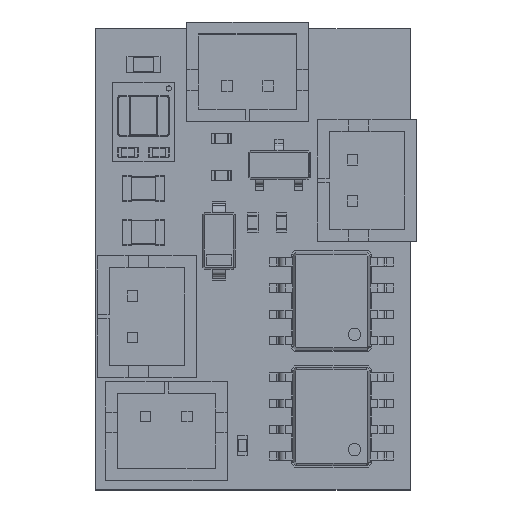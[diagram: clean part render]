
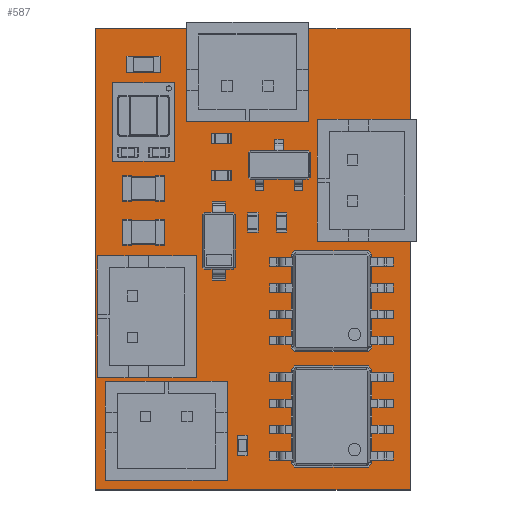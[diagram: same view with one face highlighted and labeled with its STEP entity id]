
A CAD part, top view. The second image highlights one B-rep face of the part: STEP entity #587.
In plain terms, the highlighted planar face has unit normal (0, 0, 1).
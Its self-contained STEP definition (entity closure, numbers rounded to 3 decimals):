
#105 = VERTEX_POINT('',#106);
#106 = CARTESIAN_POINT('',(162.052,-81.788,0.));
#123 = VERTEX_POINT('',#124);
#124 = CARTESIAN_POINT('',(146.812,-81.788,0.));
#130 = EDGE_CURVE('',#105,#123,#131,.T.);
#131 = LINE('',#132,#133);
#132 = CARTESIAN_POINT('',(162.052,-81.788,0.));
#133 = VECTOR('',#134,1.);
#134 = DIRECTION('',(-1.,0.,0.));
#145 = VERTEX_POINT('',#146);
#146 = CARTESIAN_POINT('',(162.052,-104.14,0.));
#161 = EDGE_CURVE('',#145,#105,#162,.T.);
#162 = LINE('',#163,#164);
#163 = CARTESIAN_POINT('',(162.052,-104.14,0.));
#164 = VECTOR('',#165,1.);
#165 = DIRECTION('',(0.,1.,0.));
#185 = VERTEX_POINT('',#186);
#186 = CARTESIAN_POINT('',(146.812,-104.14,0.));
#192 = EDGE_CURVE('',#123,#185,#193,.T.);
#193 = LINE('',#194,#195);
#194 = CARTESIAN_POINT('',(146.812,-81.788,0.));
#195 = VECTOR('',#196,1.);
#196 = DIRECTION('',(0.,-1.,0.));
#214 = EDGE_CURVE('',#185,#145,#215,.T.);
#215 = LINE('',#216,#217);
#216 = CARTESIAN_POINT('',(146.812,-104.14,0.));
#217 = VECTOR('',#218,1.);
#218 = DIRECTION('',(1.,0.,0.));
#229 = VERTEX_POINT('',#230);
#230 = CARTESIAN_POINT('',(151.591,-100.584,0.));
#246 = EDGE_CURVE('',#229,#229,#247,.T.);
#247 = CIRCLE('',#248,0.35);
#248 = AXIS2_PLACEMENT_3D('',#249,#250,#251);
#249 = CARTESIAN_POINT('',(151.241,-100.584,0.));
#250 = DIRECTION('',(0.,0.,1.));
#251 = DIRECTION('',(1.,0.,-0.));
#262 = VERTEX_POINT('',#263);
#263 = CARTESIAN_POINT('',(149.591,-100.584,0.));
#279 = EDGE_CURVE('',#262,#262,#280,.T.);
#280 = CIRCLE('',#281,0.35);
#281 = AXIS2_PLACEMENT_3D('',#282,#283,#284);
#282 = CARTESIAN_POINT('',(149.241,-100.584,0.));
#283 = DIRECTION('',(0.,0.,1.));
#284 = DIRECTION('',(1.,0.,-0.));
#295 = VERTEX_POINT('',#296);
#296 = CARTESIAN_POINT('',(148.94,-94.758,0.));
#312 = EDGE_CURVE('',#295,#295,#313,.T.);
#313 = CIRCLE('',#314,0.35);
#314 = AXIS2_PLACEMENT_3D('',#315,#316,#317);
#315 = CARTESIAN_POINT('',(148.59,-94.758,0.));
#316 = DIRECTION('',(0.,0.,1.));
#317 = DIRECTION('',(1.,0.,-0.));
#328 = VERTEX_POINT('',#329);
#329 = CARTESIAN_POINT('',(148.94,-96.758,0.));
#345 = EDGE_CURVE('',#328,#328,#346,.T.);
#346 = CIRCLE('',#347,0.35);
#347 = AXIS2_PLACEMENT_3D('',#348,#349,#350);
#348 = CARTESIAN_POINT('',(148.59,-96.758,0.));
#349 = DIRECTION('',(0.,0.,1.));
#350 = DIRECTION('',(1.,0.,-0.));
#361 = VERTEX_POINT('',#362);
#362 = CARTESIAN_POINT('',(148.205,-86.321,0.));
#378 = EDGE_CURVE('',#361,#361,#379,.T.);
#379 = CIRCLE('',#380,0.1);
#380 = AXIS2_PLACEMENT_3D('',#381,#382,#383);
#381 = CARTESIAN_POINT('',(148.105,-86.321,0.));
#382 = DIRECTION('',(0.,0.,1.));
#383 = DIRECTION('',(1.,0.,-0.));
#394 = VERTEX_POINT('',#395);
#395 = CARTESIAN_POINT('',(149.235,-86.321,0.));
#411 = EDGE_CURVE('',#394,#394,#412,.T.);
#412 = CIRCLE('',#413,0.1);
#413 = AXIS2_PLACEMENT_3D('',#414,#415,#416);
#414 = CARTESIAN_POINT('',(149.135,-86.321,0.));
#415 = DIRECTION('',(0.,0.,1.));
#416 = DIRECTION('',(1.,0.,-0.));
#427 = VERTEX_POINT('',#428);
#428 = CARTESIAN_POINT('',(150.265,-86.321,0.));
#444 = EDGE_CURVE('',#427,#427,#445,.T.);
#445 = CIRCLE('',#446,0.1);
#446 = AXIS2_PLACEMENT_3D('',#447,#448,#449);
#447 = CARTESIAN_POINT('',(150.165,-86.321,0.));
#448 = DIRECTION('',(0.,0.,1.));
#449 = DIRECTION('',(1.,0.,-0.));
#460 = VERTEX_POINT('',#461);
#461 = CARTESIAN_POINT('',(153.528,-84.582,0.));
#477 = EDGE_CURVE('',#460,#460,#478,.T.);
#478 = CIRCLE('',#479,0.35);
#479 = AXIS2_PLACEMENT_3D('',#480,#481,#482);
#480 = CARTESIAN_POINT('',(153.178,-84.582,0.));
#481 = DIRECTION('',(0.,0.,1.));
#482 = DIRECTION('',(1.,0.,-0.));
#493 = VERTEX_POINT('',#494);
#494 = CARTESIAN_POINT('',(159.608,-90.154,0.));
#510 = EDGE_CURVE('',#493,#493,#511,.T.);
#511 = CIRCLE('',#512,0.35);
#512 = AXIS2_PLACEMENT_3D('',#513,#514,#515);
#513 = CARTESIAN_POINT('',(159.258,-90.154,0.));
#514 = DIRECTION('',(0.,0.,1.));
#515 = DIRECTION('',(1.,0.,-0.));
#526 = VERTEX_POINT('',#527);
#527 = CARTESIAN_POINT('',(159.608,-88.154,0.));
#543 = EDGE_CURVE('',#526,#526,#544,.T.);
#544 = CIRCLE('',#545,0.35);
#545 = AXIS2_PLACEMENT_3D('',#546,#547,#548);
#546 = CARTESIAN_POINT('',(159.258,-88.154,0.));
#547 = DIRECTION('',(0.,0.,1.));
#548 = DIRECTION('',(1.,0.,-0.));
#559 = VERTEX_POINT('',#560);
#560 = CARTESIAN_POINT('',(155.528,-84.582,0.));
#576 = EDGE_CURVE('',#559,#559,#577,.T.);
#577 = CIRCLE('',#578,0.35);
#578 = AXIS2_PLACEMENT_3D('',#579,#580,#581);
#579 = CARTESIAN_POINT('',(155.178,-84.582,0.));
#580 = DIRECTION('',(0.,0.,1.));
#581 = DIRECTION('',(1.,0.,-0.));
#587 = ADVANCED_FACE('',(#588,#594,#597,#600,#603,#606,#609,#612,#615,
    #618,#621,#624),#627,.F.);
#588 = FACE_BOUND('',#589,.F.);
#589 = EDGE_LOOP('',(#590,#591,#592,#593));
#590 = ORIENTED_EDGE('',*,*,#130,.F.);
#591 = ORIENTED_EDGE('',*,*,#161,.F.);
#592 = ORIENTED_EDGE('',*,*,#214,.F.);
#593 = ORIENTED_EDGE('',*,*,#192,.F.);
#594 = FACE_BOUND('',#595,.F.);
#595 = EDGE_LOOP('',(#596));
#596 = ORIENTED_EDGE('',*,*,#246,.T.);
#597 = FACE_BOUND('',#598,.F.);
#598 = EDGE_LOOP('',(#599));
#599 = ORIENTED_EDGE('',*,*,#279,.T.);
#600 = FACE_BOUND('',#601,.F.);
#601 = EDGE_LOOP('',(#602));
#602 = ORIENTED_EDGE('',*,*,#312,.T.);
#603 = FACE_BOUND('',#604,.F.);
#604 = EDGE_LOOP('',(#605));
#605 = ORIENTED_EDGE('',*,*,#345,.T.);
#606 = FACE_BOUND('',#607,.F.);
#607 = EDGE_LOOP('',(#608));
#608 = ORIENTED_EDGE('',*,*,#378,.T.);
#609 = FACE_BOUND('',#610,.F.);
#610 = EDGE_LOOP('',(#611));
#611 = ORIENTED_EDGE('',*,*,#411,.T.);
#612 = FACE_BOUND('',#613,.F.);
#613 = EDGE_LOOP('',(#614));
#614 = ORIENTED_EDGE('',*,*,#444,.T.);
#615 = FACE_BOUND('',#616,.F.);
#616 = EDGE_LOOP('',(#617));
#617 = ORIENTED_EDGE('',*,*,#477,.T.);
#618 = FACE_BOUND('',#619,.F.);
#619 = EDGE_LOOP('',(#620));
#620 = ORIENTED_EDGE('',*,*,#510,.T.);
#621 = FACE_BOUND('',#622,.F.);
#622 = EDGE_LOOP('',(#623));
#623 = ORIENTED_EDGE('',*,*,#543,.T.);
#624 = FACE_BOUND('',#625,.F.);
#625 = EDGE_LOOP('',(#626));
#626 = ORIENTED_EDGE('',*,*,#576,.T.);
#627 = PLANE('',#628);
#628 = AXIS2_PLACEMENT_3D('',#629,#630,#631);
#629 = CARTESIAN_POINT('',(162.052,-81.788,0.));
#630 = DIRECTION('',(-0.,0.,-1.));
#631 = DIRECTION('',(-1.,0.,0.));
